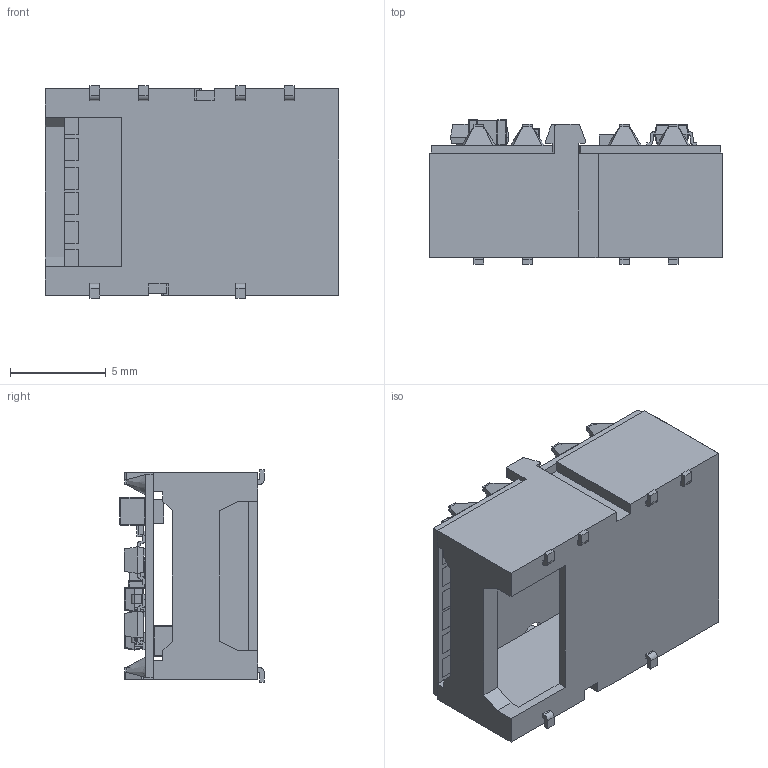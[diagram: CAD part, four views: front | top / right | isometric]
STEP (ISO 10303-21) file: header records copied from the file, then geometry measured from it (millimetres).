
FILE_DESCRIPTION(('FreeCAD Model'),'2;1');
FILE_NAME('tse.step' ,'2019-08-01T11:40:12',('Author'),(''), 'Open CASCADE STEP processor 7.3','FreeCAD','Unknown');
FILE_SCHEMA(('AUTOMOTIVE_DESIGN { 1 0 10303 214 1 1 1 1 }'));
Length unit declared in the file: millimetre
Products named in the file (104): R2SX_pin10(NC); R2SX_pin5(-Vout); R2SX_components093; R2SX_components089; R2SX_components090; R2SX_components091; R2SX_components092; R2SX_components081; R2SX_components077; R2SX_components078; R2SX_components079; R2SX_components080; R2SX_components076; R2SX_components072; R2SX_components073; R2SX_components074; R2SX_components075; R2SX_components064; R2SX_components060; R2SX_components061; R2SX_components062; R2SX_components063; R2SX_components098; R2SX_components094; R2SX_components095; R2SX_components096; R2SX_components097; R2SX_components054; R2SX_components002; R2SX_components003; R2SX_components004; R2SX_components005; R2SX_components006; R2SX_components007; R2SX_components008; R2SX_components009; R2SX_components010; R2SX_components011; R2SX_components012; R2SX_components013 ...
Assembly tree (84 placements, depth 2):
  R2SX_pin10(NC)
  R2SX_pin5(-Vout)
  R2SX_components093
    R2SX_components089
    R2SX_components090
    R2SX_components091
    R2SX_components092
  R2SX_components081
    R2SX_components077
    R2SX_components078
    R2SX_components079
    R2SX_components080
  R2SX_components076
    R2SX_components072
    R2SX_components073
    R2SX_components074
    R2SX_components075
Bounding box: 15.34 x 7.55 x 11.1 mm (x, y, z)
Volume: 412.6 mm3; surface area: 1529.6 mm2
Topology: 94 solids, 94 shells, 1056 faces, 2344 edges, 1474 vertices
Faces by surface type: plane 730, cylinder 250, sphere 64, bspline 12
Full cylindrical faces by diameter (mm): 0.7 x18, 1.05 x4, 1.35 x8
Entity records: 32607 total; most frequent: CARTESIAN_POINT 5361, DIRECTION 5040, ORIENTED_EDGE 4688, EDGE_CURVE 2344, LINE 1798, VECTOR 1798, AXIS2_PLACEMENT_3D 1621, VERTEX_POINT 1474
